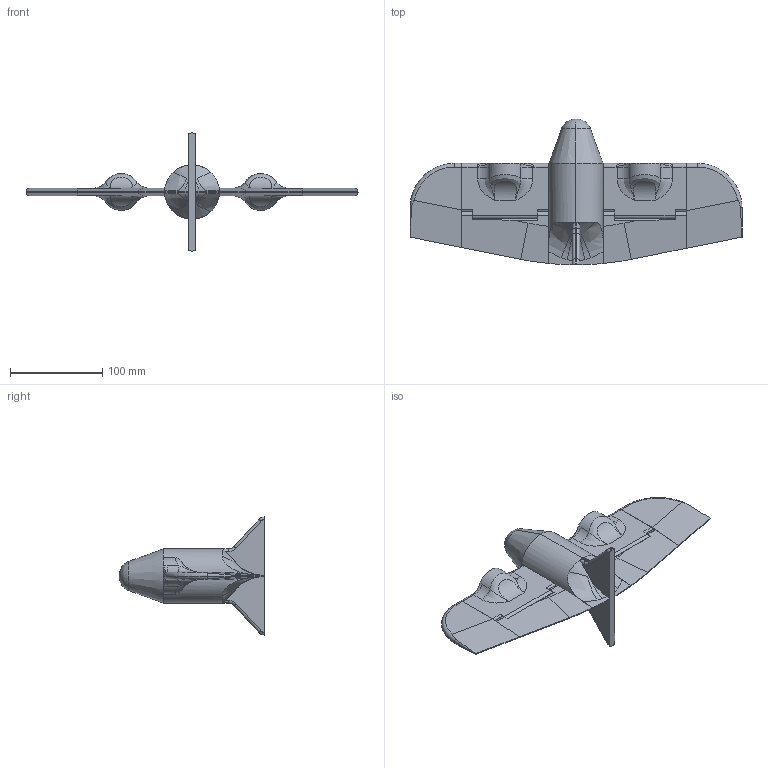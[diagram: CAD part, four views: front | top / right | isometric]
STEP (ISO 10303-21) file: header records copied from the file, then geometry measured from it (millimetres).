
FILE_DESCRIPTION (( 'STEP AP214' ), '1' );
FILE_NAME ('tailsitter v7.STEP', '2024-08-16T16:59:52', ( '' ), ( '' ), 'SwSTEP 2.0', 'SolidWorks 2024', '' );
FILE_SCHEMA (( 'AUTOMOTIVE_DESIGN' ));
Length unit declared in the file: millimetre
Products named in the file (1): tailsitter v7
Bounding box: 360 x 157.94 x 128 mm (x, y, z)
Volume: 529330.8 mm3; surface area: 102708.9 mm2
Topology: 7 solids, 7 shells, 255 faces, 654 edges, 399 vertices
Faces by surface type: cylinder 104, plane 68, bspline 60, cone 13, torus 10
Entity records: 12926 total; most frequent: CARTESIAN_POINT 7288, ORIENTED_EDGE 1276, DIRECTION 1009, EDGE_CURVE 638, VERTEX_POINT 399, AXIS2_PLACEMENT_3D 387, EDGE_LOOP 271, ADVANCED_FACE 255
